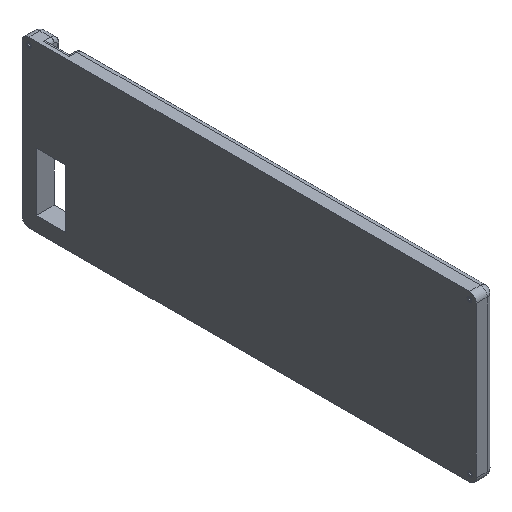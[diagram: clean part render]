
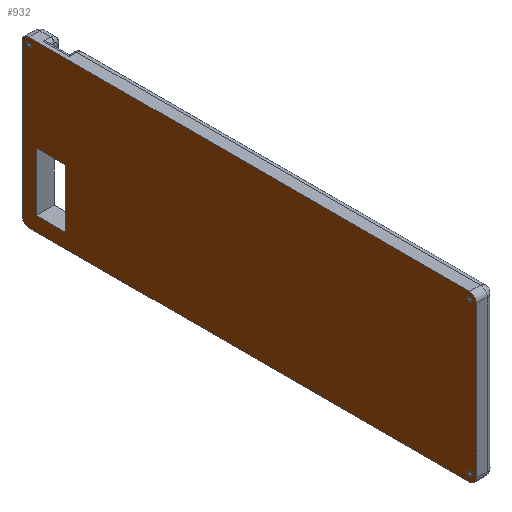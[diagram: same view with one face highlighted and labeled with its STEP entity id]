
A CAD part, isometric view. The second image highlights one B-rep face of the part: STEP entity #932.
In plain terms, the highlighted planar face has unit normal (-1, 0, 0).
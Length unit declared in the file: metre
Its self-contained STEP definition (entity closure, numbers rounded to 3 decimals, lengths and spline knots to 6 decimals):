
#56=CIRCLE('',#1042,0.0018);
#59=CIRCLE('',#1046,0.0018);
#61=CIRCLE('',#1049,0.0018);
#62=CIRCLE('',#1054,0.005);
#63=CIRCLE('',#1055,0.005);
#64=CIRCLE('',#1056,0.005);
#65=CIRCLE('',#1057,0.005);
#206=ORIENTED_EDGE('',*,*,#445,.T.);
#207=ORIENTED_EDGE('',*,*,#400,.T.);
#208=ORIENTED_EDGE('',*,*,#429,.F.);
#209=ORIENTED_EDGE('',*,*,#446,.F.);
#210=ORIENTED_EDGE('',*,*,#426,.T.);
#211=ORIENTED_EDGE('',*,*,#421,.T.);
#212=ORIENTED_EDGE('',*,*,#416,.T.);
#213=ORIENTED_EDGE('',*,*,#391,.F.);
#214=ORIENTED_EDGE('',*,*,#447,.T.);
#215=ORIENTED_EDGE('',*,*,#387,.T.);
#216=ORIENTED_EDGE('',*,*,#448,.T.);
#217=ORIENTED_EDGE('',*,*,#430,.T.);
#218=ORIENTED_EDGE('',*,*,#449,.T.);
#219=ORIENTED_EDGE('',*,*,#395,.F.);
#220=ORIENTED_EDGE('',*,*,#450,.T.);
#387=EDGE_CURVE('',#517,#516,#605,.T.);
#391=EDGE_CURVE('',#520,#521,#609,.T.);
#395=EDGE_CURVE('',#524,#525,#613,.T.);
#400=EDGE_CURVE('',#527,#529,#618,.T.);
#416=EDGE_CURVE('',#542,#542,#56,.T.);
#421=EDGE_CURVE('',#547,#547,#59,.T.);
#426=EDGE_CURVE('',#552,#552,#61,.T.);
#429=EDGE_CURVE('',#554,#529,#630,.T.);
#430=EDGE_CURVE('',#555,#556,#631,.T.);
#445=EDGE_CURVE('',#564,#527,#646,.T.);
#446=EDGE_CURVE('',#564,#554,#647,.T.);
#447=EDGE_CURVE('',#520,#517,#62,.F.);
#448=EDGE_CURVE('',#516,#555,#63,.F.);
#449=EDGE_CURVE('',#556,#525,#64,.F.);
#450=EDGE_CURVE('',#524,#521,#65,.F.);
#516=VERTEX_POINT('',#1478);
#517=VERTEX_POINT('',#1480);
#520=VERTEX_POINT('',#1487);
#521=VERTEX_POINT('',#1489);
#524=VERTEX_POINT('',#1496);
#525=VERTEX_POINT('',#1498);
#527=VERTEX_POINT('',#1503);
#529=VERTEX_POINT('',#1507);
#542=VERTEX_POINT('',#1548);
#547=VERTEX_POINT('',#1567);
#552=VERTEX_POINT('',#1589);
#554=VERTEX_POINT('',#1594);
#555=VERTEX_POINT('',#1598);
#556=VERTEX_POINT('',#1599);
#564=VERTEX_POINT('',#1624);
#605=LINE('',#1479,#680);
#609=LINE('',#1488,#684);
#613=LINE('',#1497,#688);
#618=LINE('',#1508,#693);
#630=LINE('',#1595,#705);
#631=LINE('',#1597,#706);
#646=LINE('',#1623,#721);
#647=LINE('',#1625,#722);
#680=VECTOR('',#1170,1.);
#684=VECTOR('',#1176,1.);
#688=VECTOR('',#1182,1.);
#693=VECTOR('',#1189,1.);
#705=VECTOR('',#1233,1.);
#706=VECTOR('',#1236,1.);
#721=VECTOR('',#1255,1.);
#722=VECTOR('',#1256,1.);
#754=EDGE_LOOP('',(#206,#207,#208,#209));
#755=EDGE_LOOP('',(#210));
#756=EDGE_LOOP('',(#211));
#757=EDGE_LOOP('',(#212));
#758=EDGE_LOOP('',(#213,#214,#215,#216,#217,#218,#219,#220));
#831=FACE_BOUND('',#754,.T.);
#832=FACE_BOUND('',#755,.T.);
#833=FACE_BOUND('',#756,.T.);
#834=FACE_BOUND('',#757,.T.);
#835=FACE_BOUND('',#758,.T.);
#901=PLANE('',#1053);
#932=ADVANCED_FACE('',(#831,#832,#833,#834,#835),#901,.F.);
#1042=AXIS2_PLACEMENT_3D('',#1547,#1213,#1214);
#1046=AXIS2_PLACEMENT_3D('',#1566,#1221,#1222);
#1049=AXIS2_PLACEMENT_3D('',#1588,#1227,#1228);
#1053=AXIS2_PLACEMENT_3D('',#1622,#1253,#1254);
#1054=AXIS2_PLACEMENT_3D('',#1626,#1257,#1258);
#1055=AXIS2_PLACEMENT_3D('',#1627,#1259,#1260);
#1056=AXIS2_PLACEMENT_3D('',#1628,#1261,#1262);
#1057=AXIS2_PLACEMENT_3D('',#1629,#1263,#1264);
#1170=DIRECTION('',(0.,1.,0.));
#1176=DIRECTION('',(0.,0.,-1.));
#1182=DIRECTION('',(0.,1.,0.));
#1189=DIRECTION('',(0.,1.,0.));
#1213=DIRECTION('',(1.,0.,0.));
#1214=DIRECTION('',(0.,0.,-1.));
#1221=DIRECTION('',(1.,0.,0.));
#1222=DIRECTION('',(0.,0.,-1.));
#1227=DIRECTION('',(1.,0.,0.));
#1228=DIRECTION('',(0.,0.,-1.));
#1233=DIRECTION('',(0.,0.,-1.));
#1236=DIRECTION('',(0.,0.,-1.));
#1253=DIRECTION('',(1.,0.,0.));
#1254=DIRECTION('',(0.,1.,0.));
#1255=DIRECTION('',(0.,0.,-1.));
#1256=DIRECTION('',(0.,1.,0.));
#1257=DIRECTION('',(1.,0.,0.));
#1258=DIRECTION('',(0.,0.,-1.));
#1259=DIRECTION('',(1.,0.,0.));
#1260=DIRECTION('',(0.,0.,-1.));
#1261=DIRECTION('',(1.,0.,0.));
#1262=DIRECTION('',(0.,0.,-1.));
#1263=DIRECTION('',(1.,0.,0.));
#1264=DIRECTION('',(0.,0.,-1.));
#1478=CARTESIAN_POINT('',(0.,0.156371,0.059661));
#1479=CARTESIAN_POINT('',(0.,-0.005129,0.059661));
#1480=CARTESIAN_POINT('',(0.,-0.166629,0.059661));
#1487=CARTESIAN_POINT('',(0.,-0.171629,0.054661));
#1488=CARTESIAN_POINT('',(0.,-0.171629,-0.000839));
#1489=CARTESIAN_POINT('',(0.,-0.171629,-0.056339));
#1496=CARTESIAN_POINT('',(0.,-0.166629,-0.061339));
#1497=CARTESIAN_POINT('',(0.,-0.005129,-0.061339));
#1498=CARTESIAN_POINT('',(0.,0.156371,-0.061339));
#1503=CARTESIAN_POINT('',(0.,0.129212,-0.050839));
#1507=CARTESIAN_POINT('',(0.,0.150871,-0.050839));
#1508=CARTESIAN_POINT('',(0.,0.139912,-0.050839));
#1547=CARTESIAN_POINT('',(0.,-0.166629,0.054661));
#1548=CARTESIAN_POINT('',(0.,-0.166629,0.052861));
#1566=CARTESIAN_POINT('',(0.,0.156371,0.054661));
#1567=CARTESIAN_POINT('',(0.,0.156371,0.052861));
#1588=CARTESIAN_POINT('',(0.,-0.166879,-0.056082));
#1589=CARTESIAN_POINT('',(0.,-0.166879,-0.057882));
#1594=CARTESIAN_POINT('',(0.,0.150871,-0.008039));
#1595=CARTESIAN_POINT('',(0.,0.150871,0.021629));
#1597=CARTESIAN_POINT('',(0.,0.161371,-0.000839));
#1598=CARTESIAN_POINT('',(0.,0.161371,0.054661));
#1599=CARTESIAN_POINT('',(0.,0.161371,-0.056339));
#1622=CARTESIAN_POINT('',(0.,-0.005129,-0.000839));
#1623=CARTESIAN_POINT('',(0.,0.129212,-0.029439));
#1624=CARTESIAN_POINT('',(0.,0.129212,-0.008039));
#1625=CARTESIAN_POINT('',(0.,0.140042,-0.008039));
#1626=CARTESIAN_POINT('',(0.,-0.166629,0.054661));
#1627=CARTESIAN_POINT('',(0.,0.156371,0.054661));
#1628=CARTESIAN_POINT('',(0.,0.156371,-0.056339));
#1629=CARTESIAN_POINT('',(0.,-0.166629,-0.056339));
